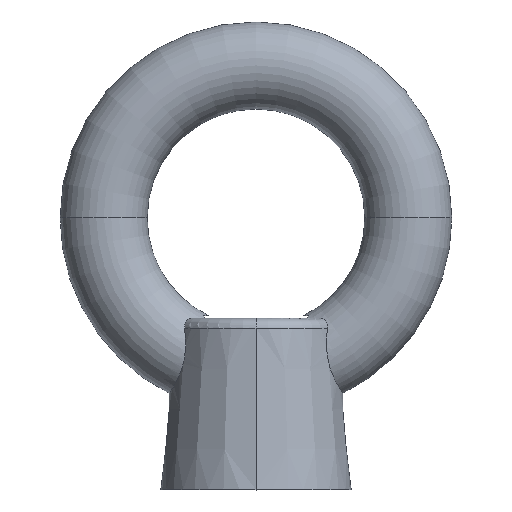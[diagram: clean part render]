
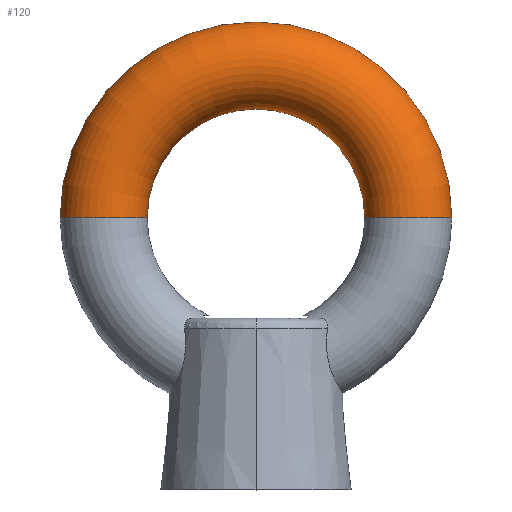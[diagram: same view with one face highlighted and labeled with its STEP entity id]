
A CAD part, top view. The second image highlights one B-rep face of the part: STEP entity #120.
In plain terms, the highlighted toroidal (fillet/blend) face has major radius 28 mm and minor radius 8 mm.
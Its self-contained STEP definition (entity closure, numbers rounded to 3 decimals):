
#8 = ORIENTED_EDGE ( 'NONE', *, *, #9, .F. ) ;
#9 = EDGE_CURVE ( 'NONE', #89, #69, #200, .T. ) ;
#20 = ORIENTED_EDGE ( 'NONE', *, *, #26, .T. ) ;
#26 = EDGE_CURVE ( 'NONE', #50, #49, #216, .T. ) ;
#27 = ORIENTED_EDGE ( 'NONE', *, *, #47, .T. ) ;
#44 = EDGE_CURVE ( 'NONE', #69, #49, #280, .T. ) ;
#47 = EDGE_CURVE ( 'NONE', #89, #50, #275, .T. ) ;
#49 = VERTEX_POINT ( 'NONE', #265 ) ;
#50 = VERTEX_POINT ( 'NONE', #264 ) ;
#69 = VERTEX_POINT ( 'NONE', #581 ) ;
#73 = EDGE_LOOP ( 'NONE', ( #157, #8, #27, #20 ) ) ;
#89 = VERTEX_POINT ( 'NONE', #431 ) ;
#120 = ADVANCED_FACE ( 'NONE', ( #525 ), #522, .T. ) ;
#157 = ORIENTED_EDGE ( 'NONE', *, *, #44, .F. ) ;
#197 = DIRECTION ( 'NONE',  ( 0., 0., -1. ) ) ;
#198 = DIRECTION ( 'NONE',  ( 0., -1., 0. ) ) ;
#199 = AXIS2_PLACEMENT_3D ( 'NONE', #311, #198, #197 ) ;
#200 = CIRCLE ( 'NONE', #199, 8. ) ;
#213 = DIRECTION ( 'NONE',  ( -1., 0., 0. ) ) ;
#214 = DIRECTION ( 'NONE',  ( 0., 1., 0. ) ) ;
#215 = AXIS2_PLACEMENT_3D ( 'NONE', #221, #214, #213 ) ;
#216 = CIRCLE ( 'NONE', #215, 8. ) ;
#221 = CARTESIAN_POINT ( 'NONE',  ( 28., 0., 0. ) ) ;
#264 = CARTESIAN_POINT ( 'NONE',  ( 20., 0., 0. ) ) ;
#265 = CARTESIAN_POINT ( 'NONE',  ( 36., 0., 0. ) ) ;
#271 = DIRECTION ( 'NONE',  ( -1., 0., 0. ) ) ;
#272 = DIRECTION ( 'NONE',  ( 0., 0., -1. ) ) ;
#273 = CARTESIAN_POINT ( 'NONE',  ( 0., 0., 0. ) ) ;
#274 = AXIS2_PLACEMENT_3D ( 'NONE', #273, #272, #271 ) ;
#275 = CIRCLE ( 'NONE', #274, 20. ) ;
#276 = DIRECTION ( 'NONE',  ( -1., 0., 0. ) ) ;
#277 = DIRECTION ( 'NONE',  ( 0., 0., -1. ) ) ;
#278 = CARTESIAN_POINT ( 'NONE',  ( 0., 0., 0. ) ) ;
#279 = AXIS2_PLACEMENT_3D ( 'NONE', #278, #277, #276 ) ;
#280 = CIRCLE ( 'NONE', #279, 36. ) ;
#311 = CARTESIAN_POINT ( 'NONE',  ( -28., 0., 0. ) ) ;
#431 = CARTESIAN_POINT ( 'NONE',  ( -20., 0., 0. ) ) ;
#522 = TOROIDAL_SURFACE ( 'NONE', #523, 28., 8. ) ;
#523 = AXIS2_PLACEMENT_3D ( 'NONE', #671, #670, #669 ) ;
#525 = FACE_OUTER_BOUND ( 'NONE', #73, .T. ) ;
#581 = CARTESIAN_POINT ( 'NONE',  ( -36., 0., 0. ) ) ;
#669 = DIRECTION ( 'NONE',  ( -1., 0., 0. ) ) ;
#670 = DIRECTION ( 'NONE',  ( 0., 0., -1. ) ) ;
#671 = CARTESIAN_POINT ( 'NONE',  ( 0., 0., 0. ) ) ;
